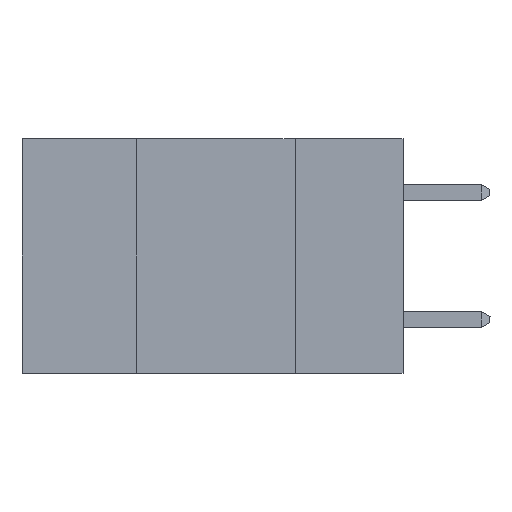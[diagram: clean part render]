
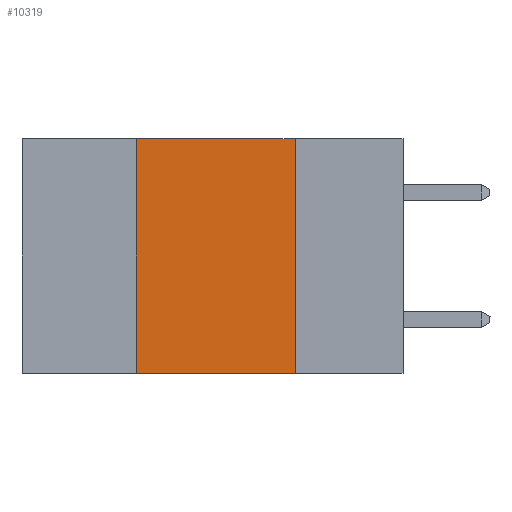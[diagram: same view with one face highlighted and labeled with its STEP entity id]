
A CAD part, left-side view. The second image highlights one B-rep face of the part: STEP entity #10319.
In plain terms, the highlighted planar face has unit normal (-1, 0, 0).
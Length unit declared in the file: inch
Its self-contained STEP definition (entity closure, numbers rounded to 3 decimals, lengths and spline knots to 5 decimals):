
#128 = VECTOR ( 'NONE', #1622, 39.37008 ) ;
#365 = ORIENTED_EDGE ( 'NONE', *, *, #4060, .F. ) ;
#1147 = VERTEX_POINT ( 'NONE', #1666 ) ;
#1622 = DIRECTION ( 'NONE',  ( 0., -1., 0. ) ) ;
#1666 = CARTESIAN_POINT ( 'NONE',  ( 0., 0.17, -0.37 ) ) ;
#2364 = LINE ( 'NONE', #3667, #13843 ) ;
#2630 = CARTESIAN_POINT ( 'NONE',  ( 0., 0.6, 0. ) ) ;
#3116 = LINE ( 'NONE', #2630, #6352 ) ;
#3667 = CARTESIAN_POINT ( 'NONE',  ( 0., 0.17, 0. ) ) ;
#3775 = CARTESIAN_POINT ( 'NONE',  ( 0., 0.6, 0. ) ) ;
#3980 = DIRECTION ( 'NONE',  ( 0., -1., 0. ) ) ;
#4060 = EDGE_CURVE ( 'NONE', #7109, #12656, #3116, .T. ) ;
#4351 = CARTESIAN_POINT ( 'NONE',  ( 0., 0.6, -0.37 ) ) ;
#4667 = VECTOR ( 'NONE', #4715, 39.37008 ) ;
#4715 = DIRECTION ( 'NONE',  ( 0., 0., 1. ) ) ;
#4737 = EDGE_CURVE ( 'NONE', #12656, #1147, #2364, .T. ) ;
#4838 = CARTESIAN_POINT ( 'NONE',  ( 0., 0.42, 0. ) ) ;
#5237 = PLANE ( 'NONE',  #7741 ) ;
#6257 = EDGE_CURVE ( 'NONE', #16696, #1147, #18256, .T. ) ;
#6352 = VECTOR ( 'NONE', #3980, 39.37008 ) ;
#6685 = DIRECTION ( 'NONE',  ( 1., 0., 0. ) ) ;
#7109 = VERTEX_POINT ( 'NONE', #12761 ) ;
#7309 = ORIENTED_EDGE ( 'NONE', *, *, #15641, .F. ) ;
#7741 = AXIS2_PLACEMENT_3D ( 'NONE', #3775, #6685, #18756 ) ;
#7774 = CARTESIAN_POINT ( 'NONE',  ( 0., 0.42, -0.37 ) ) ;
#8039 = DIRECTION ( 'NONE',  ( 0., 0., -1. ) ) ;
#10319 = ADVANCED_FACE ( 'NONE', ( #13353 ), #5237, .F. ) ;
#10657 = EDGE_LOOP ( 'NONE', ( #14392, #365, #7309, #18373 ) ) ;
#11230 = CARTESIAN_POINT ( 'NONE',  ( 0., 0.17, 0. ) ) ;
#12656 = VERTEX_POINT ( 'NONE', #11230 ) ;
#12761 = CARTESIAN_POINT ( 'NONE',  ( 0., 0.42, 0. ) ) ;
#13353 = FACE_OUTER_BOUND ( 'NONE', #10657, .T. ) ;
#13843 = VECTOR ( 'NONE', #8039, 39.37008 ) ;
#14392 = ORIENTED_EDGE ( 'NONE', *, *, #4737, .F. ) ;
#15641 = EDGE_CURVE ( 'NONE', #16696, #7109, #17808, .T. ) ;
#16696 = VERTEX_POINT ( 'NONE', #7774 ) ;
#17808 = LINE ( 'NONE', #4838, #4667 ) ;
#18256 = LINE ( 'NONE', #4351, #128 ) ;
#18373 = ORIENTED_EDGE ( 'NONE', *, *, #6257, .T. ) ;
#18756 = DIRECTION ( 'NONE',  ( 0., 0., -1. ) ) ;
